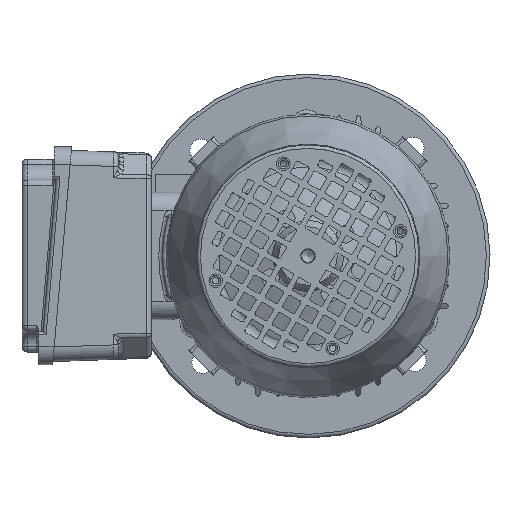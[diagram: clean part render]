
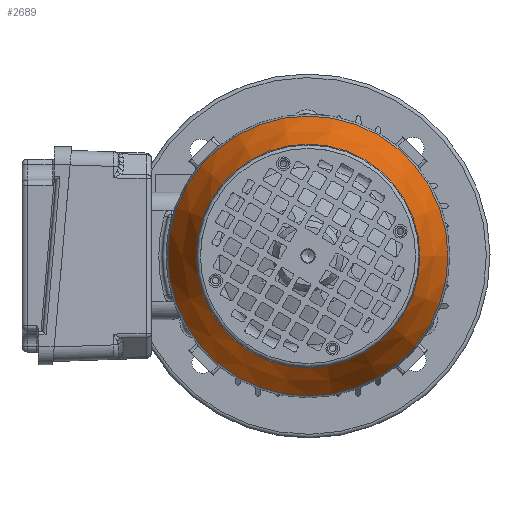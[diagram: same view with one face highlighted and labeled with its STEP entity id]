
A CAD part, front view. The second image highlights one B-rep face of the part: STEP entity #2689.
In plain terms, the highlighted conical face has half-angle 25 degrees and reference radius 77.91 mm.
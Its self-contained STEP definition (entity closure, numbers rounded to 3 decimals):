
#2689 = ADVANCED_FACE( '', ( #6987, #6988 ), #6989, .T. );
#6987 = FACE_OUTER_BOUND( '', #15117, .T. );
#6988 = FACE_BOUND( '', #15118, .T. );
#6989 = CONICAL_SURFACE( '', #15119, 77.91, 0.436 );
#15117 = EDGE_LOOP( '', ( #34686 ) );
#15118 = EDGE_LOOP( '', ( #34687 ) );
#15119 = AXIS2_PLACEMENT_3D( '', #34688, #34689, #34690 );
#34686 = ORIENTED_EDGE( '', *, *, #50535, .T. );
#34687 = ORIENTED_EDGE( '', *, *, #49834, .T. );
#34688 = CARTESIAN_POINT( '', ( 0., -30.502, 0. ) );
#34689 = DIRECTION( '', ( 0., 1., 0. ) );
#34690 = DIRECTION( '', ( -0.501, 0., -0.866 ) );
#49834 = EDGE_CURVE( '', #57533, #57533, #57534, .T. );
#50535 = EDGE_CURVE( '', #58706, #58706, #58707, .T. );
#57533 = VERTEX_POINT( '', #69885 );
#57534 = CIRCLE( '', #69886, 61.468 );
#58706 = VERTEX_POINT( '', #72984 );
#58707 = CIRCLE( '', #72985, 76.889 );
#69885 = CARTESIAN_POINT( '', ( -30.766, -65.761, -53.215 ) );
#69886 = AXIS2_PLACEMENT_3D( '', #89040, #89041, #89042 );
#72984 = CARTESIAN_POINT( '', ( 38.484, -32.692, 66.565 ) );
#72985 = AXIS2_PLACEMENT_3D( '', #89948, #89949, #89950 );
#89040 = CARTESIAN_POINT( '', ( 0., -65.761, 0. ) );
#89041 = DIRECTION( '', ( 0., 1., 0. ) );
#89042 = DIRECTION( '', ( -0.501, 0., -0.866 ) );
#89948 = CARTESIAN_POINT( '', ( 0., -32.692, 0. ) );
#89949 = DIRECTION( '', ( 0., -1., 0. ) );
#89950 = DIRECTION( '', ( 0.501, 0., 0.866 ) );
